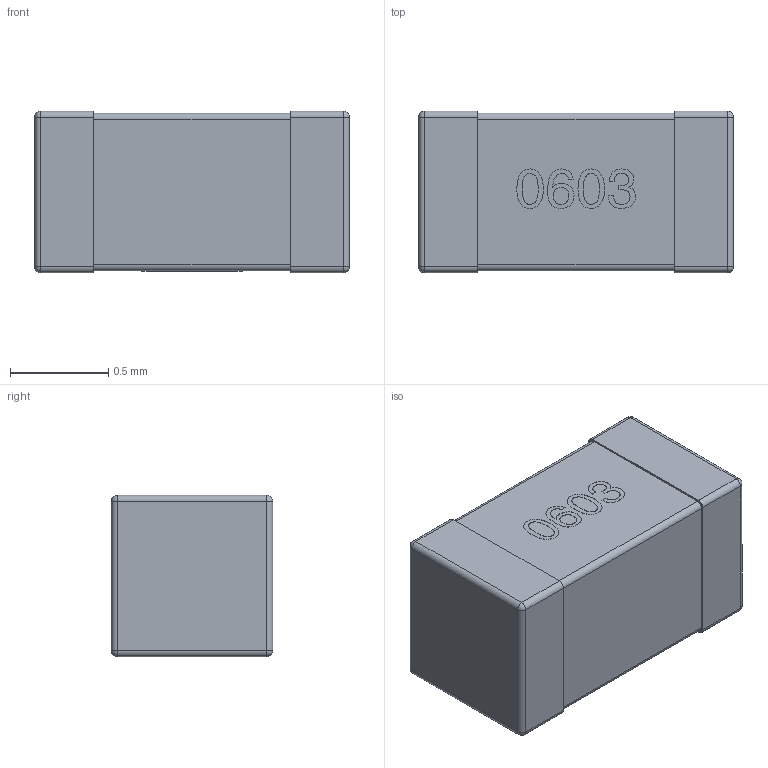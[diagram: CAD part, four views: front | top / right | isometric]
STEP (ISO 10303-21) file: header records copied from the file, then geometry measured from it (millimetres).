
FILE_DESCRIPTION (( 'STEP AP214' ), '1' );
FILE_NAME ('C 0603.STEP', '2016-07-20T15:19:09', ( '' ), ( '' ), 'SwSTEP 2.0', 'SolidWorks 2015', '' );
FILE_SCHEMA (( 'AUTOMOTIVE_DESIGN' ));
Length unit declared in the file: millimetre
Products named in the file (3): C 0603; LOGOԲ
Assembly tree (2 placements, depth 2):
  C 0603
    LOGOԲ
    C 0603
Bounding box: 1.6 x 0.82 x 0.82 mm (x, y, z)
Volume: 1 mm3; surface area: 9.1 mm2
Topology: 17 solids, 17 shells, 207 faces, 482 edges, 308 vertices
Faces by surface type: plane 91, bspline 72, cylinder 36, sphere 8
Entity records: 10482 total; most frequent: CARTESIAN_POINT 4342, ORIENTED_EDGE 948, DIRECTION 682, EDGE_CURVE 474, VERTEX_POINT 308, LINE 258, VECTOR 258, EDGE_LOOP 226
